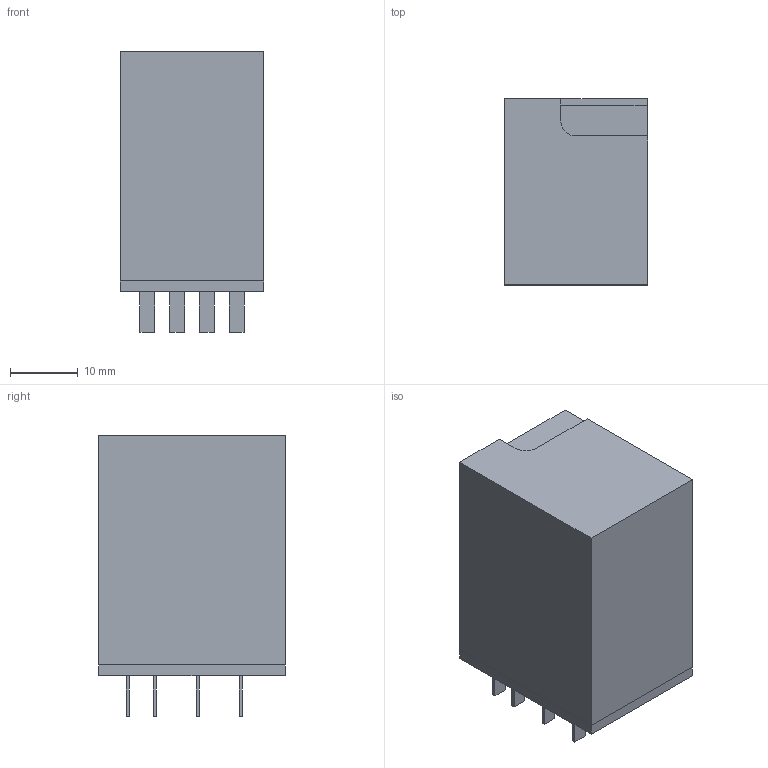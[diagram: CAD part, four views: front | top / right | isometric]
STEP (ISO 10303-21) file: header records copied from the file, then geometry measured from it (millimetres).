
FILE_DESCRIPTION(('Creo Elements/Direct Modeling STEP Export'),'2;1');
FILE_NAME('model.stp','2018-08-30T18:10:20',(''),(''),'Creo Elements/Direct Modeling STEP processor for AP214 (Solid Model)','Creo Elements/Direct Modeling 18.1I 14-Aug-2016 (C) Parametric Technology GmbH','');
FILE_SCHEMA(('AUTOMOTIVE_DESIGN { 1 0 10303 214 1 1 1 1 }'));
Length unit declared in the file: millimetre
Products named in the file (2): REL-IR4_4X21-OG-select
Assembly tree (1 placements, depth 2):
  REL-IR4_4X21-OG-select
    REL-IR4_4X21-OG-select
Bounding box: 21.2 x 27.5 x 41.5 mm (x, y, z)
Volume: 20720.5 mm3; surface area: 5076.7 mm2
Topology: 1 solids, 1 shells, 87 faces, 209 edges, 138 vertices
Faces by surface type: plane 86, cylinder 1
Entity records: 3179 total; most frequent: CARTESIAN_POINT 429, ORIENTED_EDGE 418, DIRECTION 375, EDGE_CURVE 209, VECTOR 207, LINE 207, VERTEX_POINT 138, EDGE_LOOP 101
